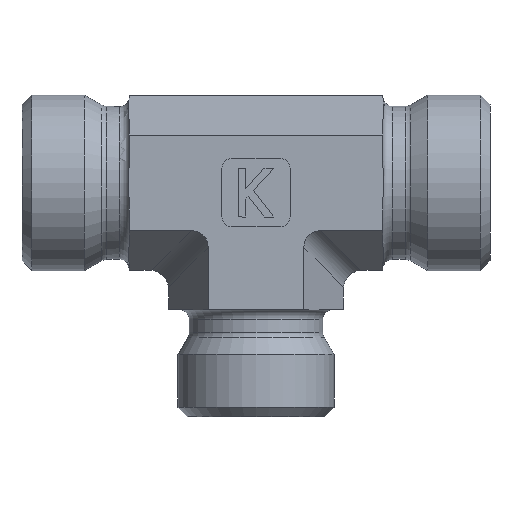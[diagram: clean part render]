
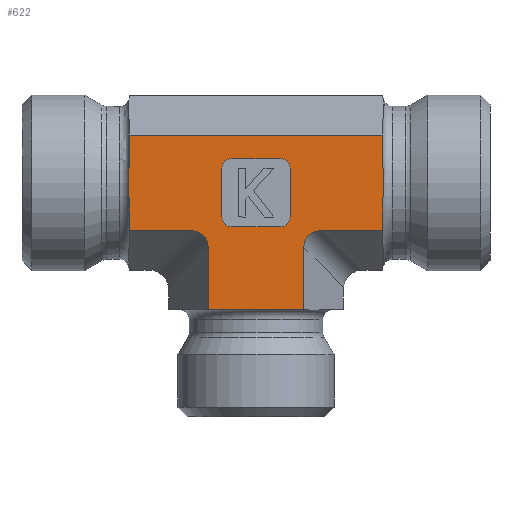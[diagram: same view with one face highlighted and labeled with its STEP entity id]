
A CAD part, left-side view. The second image highlights one B-rep face of the part: STEP entity #622.
In plain terms, the highlighted planar face has unit normal (-1, 0, 0).
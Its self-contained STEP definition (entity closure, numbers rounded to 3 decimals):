
#319=CARTESIAN_POINT('',(-27.685,22.544,13.536));
#320=VERTEX_POINT('',#319);
#328=CARTESIAN_POINT('',(-27.685,22.544,18.464));
#329=VERTEX_POINT('',#328);
#330=CARTESIAN_POINT('',(-27.685,22.544,18.464));
#331=CARTESIAN_POINT('',(-27.685,22.544,18.231));
#332=CARTESIAN_POINT('',(-27.685,22.551,17.952));
#333=CARTESIAN_POINT('',(-27.685,22.579,17.182));
#334=CARTESIAN_POINT('',(-27.685,22.607,16.538));
#335=CARTESIAN_POINT('',(-27.685,22.607,16.));
#336=CARTESIAN_POINT('',(-27.685,22.607,15.462));
#337=CARTESIAN_POINT('',(-27.685,22.579,14.818));
#338=CARTESIAN_POINT('',(-27.685,22.551,14.048));
#339=CARTESIAN_POINT('',(-27.685,22.544,13.769));
#340=CARTESIAN_POINT('',(-27.685,22.544,13.536));
#341=B_SPLINE_CURVE_WITH_KNOTS('',3,(#330,#331,#332,#333,#334,#335,#336,#337,#338,#339,#340),.UNSPECIFIED.,.F.,.U.,(4,2,3,2,4),(-0.231,-0.161,0.0,0.161,0.231),.UNSPECIFIED.);
#342=EDGE_CURVE('',#329,#320,#341,.T.);
#422=CARTESIAN_POINT('',(-27.685,22.544,20.907));
#423=VERTEX_POINT('',#422);
#424=CARTESIAN_POINT('',(-27.685,22.544,20.907));
#425=DIRECTION('',(0.0,0.0,-1.0));
#426=VECTOR('',#425,2.443);
#427=LINE('',#424,#426);
#428=EDGE_CURVE('',#423,#329,#427,.T.);
#440=CARTESIAN_POINT('',(-27.685,4.636,0.0));
#441=DIRECTION('',(-1.0,0.0,0.0));
#442=DIRECTION('',(0.0,0.0,1.0));
#443=AXIS2_PLACEMENT_3D('',#440,#441,#442);
#444=PLANE('',#443);
#445=ORIENTED_EDGE('',*,*,#428,.T.);
#446=ORIENTED_EDGE('',*,*,#342,.T.);
#447=CARTESIAN_POINT('',(-27.685,22.544,11.093));
#448=VERTEX_POINT('',#447);
#449=CARTESIAN_POINT('',(-27.685,22.544,13.536));
#450=DIRECTION('',(0.0,0.0,-1.0));
#451=VECTOR('',#450,2.443);
#452=LINE('',#449,#451);
#453=EDGE_CURVE('',#320,#448,#452,.T.);
#454=ORIENTED_EDGE('',*,*,#453,.T.);
#455=CARTESIAN_POINT('',(-27.685,16.183,11.093));
#456=VERTEX_POINT('',#455);
#457=CARTESIAN_POINT('',(-27.685,16.183,11.093));
#458=DIRECTION('',(0.0,1.0,0.0));
#459=VECTOR('',#458,6.36);
#460=LINE('',#457,#459);
#461=EDGE_CURVE('',#456,#448,#460,.T.);
#462=ORIENTED_EDGE('',*,*,#461,.F.);
#463=CARTESIAN_POINT('',(-27.685,14.451,9.36));
#464=VERTEX_POINT('',#463);
#465=CARTESIAN_POINT('',(-27.685,16.761,8.783));
#466=DIRECTION('',(-1.0,0.0,0.0));
#467=DIRECTION('',(0.0,-0.707,0.707));
#468=AXIS2_PLACEMENT_3D('',#465,#466,#467);
#469=ELLIPSE('',#468,2.582,2.0);
#470=EDGE_CURVE('',#464,#456,#469,.T.);
#471=ORIENTED_EDGE('',*,*,#470,.F.);
#472=CARTESIAN_POINT('',(-27.685,14.451,3.0));
#473=VERTEX_POINT('',#472);
#474=CARTESIAN_POINT('',(-27.685,14.451,3.0));
#475=DIRECTION('',(0.0,0.0,1.0));
#476=VECTOR('',#475,6.36);
#477=LINE('',#474,#476);
#478=EDGE_CURVE('',#473,#464,#477,.T.);
#479=ORIENTED_EDGE('',*,*,#478,.F.);
#480=CARTESIAN_POINT('',(-27.685,4.636,3.0));
#481=VERTEX_POINT('',#480);
#482=CARTESIAN_POINT('',(-27.685,14.451,3.0));
#483=DIRECTION('',(0.0,-1.0,0.0));
#484=VECTOR('',#483,9.815);
#485=LINE('',#482,#484);
#486=EDGE_CURVE('',#473,#481,#485,.T.);
#487=ORIENTED_EDGE('',*,*,#486,.T.);
#488=CARTESIAN_POINT('',(-27.685,4.636,9.36));
#489=VERTEX_POINT('',#488);
#490=CARTESIAN_POINT('',(-27.685,4.636,3.0));
#491=DIRECTION('',(0.0,0.0,1.0));
#492=VECTOR('',#491,6.36);
#493=LINE('',#490,#492);
#494=EDGE_CURVE('',#481,#489,#493,.T.);
#495=ORIENTED_EDGE('',*,*,#494,.T.);
#496=CARTESIAN_POINT('',(-27.685,2.904,11.093));
#497=VERTEX_POINT('',#496);
#498=CARTESIAN_POINT('',(-27.685,2.327,8.783));
#499=DIRECTION('',(-1.0,0.0,0.0));
#500=DIRECTION('',(0.0,0.707,0.707));
#501=AXIS2_PLACEMENT_3D('',#498,#499,#500);
#502=ELLIPSE('',#501,2.582,2.0);
#503=EDGE_CURVE('',#497,#489,#502,.T.);
#504=ORIENTED_EDGE('',*,*,#503,.F.);
#505=CARTESIAN_POINT('',(-27.685,-3.456,11.093));
#506=VERTEX_POINT('',#505);
#507=CARTESIAN_POINT('',(-27.685,2.904,11.093));
#508=DIRECTION('',(0.0,-1.0,0.0));
#509=VECTOR('',#508,6.36);
#510=LINE('',#507,#509);
#511=EDGE_CURVE('',#497,#506,#510,.T.);
#512=ORIENTED_EDGE('',*,*,#511,.T.);
#513=CARTESIAN_POINT('',(-27.685,-3.456,13.536));
#514=VERTEX_POINT('',#513);
#515=CARTESIAN_POINT('',(-27.685,-3.456,11.093));
#516=DIRECTION('',(0.0,0.0,1.0));
#517=VECTOR('',#516,2.443);
#518=LINE('',#515,#517);
#519=EDGE_CURVE('',#506,#514,#518,.T.);
#520=ORIENTED_EDGE('',*,*,#519,.T.);
#521=CARTESIAN_POINT('',(-27.685,-3.456,18.464));
#522=VERTEX_POINT('',#521);
#523=CARTESIAN_POINT('',(-27.685,-3.456,13.536));
#524=CARTESIAN_POINT('',(-27.685,-3.456,13.769));
#525=CARTESIAN_POINT('',(-27.685,-3.464,14.048));
#526=CARTESIAN_POINT('',(-27.685,-3.491,14.818));
#527=CARTESIAN_POINT('',(-27.685,-3.519,15.462));
#528=CARTESIAN_POINT('',(-27.685,-3.519,16.538));
#529=CARTESIAN_POINT('',(-27.685,-3.491,17.182));
#530=CARTESIAN_POINT('',(-27.685,-3.464,17.952));
#531=CARTESIAN_POINT('',(-27.685,-3.456,18.231));
#532=CARTESIAN_POINT('',(-27.685,-3.456,18.464));
#533=B_SPLINE_CURVE_WITH_KNOTS('',3,(#523,#524,#525,#526,#527,#528,#529,#530,#531,#532),.UNSPECIFIED.,.F.,.U.,(4,2,2,2,4),(0.782,0.852,1.013,1.174,1.244),.UNSPECIFIED.);
#534=EDGE_CURVE('',#514,#522,#533,.T.);
#535=ORIENTED_EDGE('',*,*,#534,.T.);
#536=CARTESIAN_POINT('',(-27.685,-3.456,20.907));
#537=VERTEX_POINT('',#536);
#538=CARTESIAN_POINT('',(-27.685,-3.456,18.464));
#539=DIRECTION('',(0.0,0.0,1.0));
#540=VECTOR('',#539,2.443);
#541=LINE('',#538,#540);
#542=EDGE_CURVE('',#522,#537,#541,.T.);
#543=ORIENTED_EDGE('',*,*,#542,.T.);
#544=CARTESIAN_POINT('',(-27.685,22.544,20.907));
#545=DIRECTION('',(0.0,-1.0,0.0));
#546=VECTOR('',#545,26.);
#547=LINE('',#544,#546);
#548=EDGE_CURVE('',#423,#537,#547,.T.);
#549=ORIENTED_EDGE('',*,*,#548,.F.);
#550=EDGE_LOOP('',(#445,#446,#454,#462,#471,#479,#487,#495,#504,#512,#520,#535,#543,#549));
#551=FACE_OUTER_BOUND('',#550,.T.);
#552=CARTESIAN_POINT('',(-27.685,7.044,11.5));
#553=VERTEX_POINT('',#552);
#554=CARTESIAN_POINT('',(-27.685,12.044,11.5));
#555=VERTEX_POINT('',#554);
#556=CARTESIAN_POINT('',(-27.685,7.044,11.5));
#557=DIRECTION('',(0.0,1.0,0.0));
#558=VECTOR('',#557,5.);
#559=LINE('',#556,#558);
#560=EDGE_CURVE('',#553,#555,#559,.T.);
#561=ORIENTED_EDGE('',*,*,#560,.T.);
#562=CARTESIAN_POINT('',(-27.685,13.044,12.5));
#563=VERTEX_POINT('',#562);
#564=CARTESIAN_POINT('',(-27.685,12.044,12.5));
#565=DIRECTION('',(-1.0,0.0,0.0));
#566=DIRECTION('',(0.0,0.707,-0.707));
#567=AXIS2_PLACEMENT_3D('',#564,#565,#566);
#568=CIRCLE('',#567,1.0);
#569=EDGE_CURVE('',#563,#555,#568,.T.);
#570=ORIENTED_EDGE('',*,*,#569,.F.);
#571=CARTESIAN_POINT('',(-27.685,13.044,17.5));
#572=VERTEX_POINT('',#571);
#573=CARTESIAN_POINT('',(-27.685,13.044,12.5));
#574=DIRECTION('',(0.0,0.0,1.0));
#575=VECTOR('',#574,5.);
#576=LINE('',#573,#575);
#577=EDGE_CURVE('',#563,#572,#576,.T.);
#578=ORIENTED_EDGE('',*,*,#577,.T.);
#579=CARTESIAN_POINT('',(-27.685,12.044,18.5));
#580=VERTEX_POINT('',#579);
#581=CARTESIAN_POINT('',(-27.685,12.044,17.5));
#582=DIRECTION('',(-1.0,0.0,0.0));
#583=DIRECTION('',(0.0,0.707,0.707));
#584=AXIS2_PLACEMENT_3D('',#581,#582,#583);
#585=CIRCLE('',#584,1.0);
#586=EDGE_CURVE('',#580,#572,#585,.T.);
#587=ORIENTED_EDGE('',*,*,#586,.F.);
#588=CARTESIAN_POINT('',(-27.685,7.044,18.5));
#589=VERTEX_POINT('',#588);
#590=CARTESIAN_POINT('',(-27.685,12.044,18.5));
#591=DIRECTION('',(0.0,-1.0,0.0));
#592=VECTOR('',#591,5.);
#593=LINE('',#590,#592);
#594=EDGE_CURVE('',#580,#589,#593,.T.);
#595=ORIENTED_EDGE('',*,*,#594,.T.);
#596=CARTESIAN_POINT('',(-27.685,6.044,17.5));
#597=VERTEX_POINT('',#596);
#598=CARTESIAN_POINT('',(-27.685,7.044,17.5));
#599=DIRECTION('',(-1.0,0.0,0.0));
#600=DIRECTION('',(0.0,-0.707,0.707));
#601=AXIS2_PLACEMENT_3D('',#598,#599,#600);
#602=CIRCLE('',#601,1.0);
#603=EDGE_CURVE('',#597,#589,#602,.T.);
#604=ORIENTED_EDGE('',*,*,#603,.F.);
#605=CARTESIAN_POINT('',(-27.685,6.044,12.5));
#606=VERTEX_POINT('',#605);
#607=CARTESIAN_POINT('',(-27.685,6.044,17.5));
#608=DIRECTION('',(0.0,0.0,-1.0));
#609=VECTOR('',#608,5.);
#610=LINE('',#607,#609);
#611=EDGE_CURVE('',#597,#606,#610,.T.);
#612=ORIENTED_EDGE('',*,*,#611,.T.);
#613=CARTESIAN_POINT('',(-27.685,7.044,12.5));
#614=DIRECTION('',(-1.0,0.0,0.0));
#615=DIRECTION('',(0.0,-0.707,-0.707));
#616=AXIS2_PLACEMENT_3D('',#613,#614,#615);
#617=CIRCLE('',#616,1.0);
#618=EDGE_CURVE('',#553,#606,#617,.T.);
#619=ORIENTED_EDGE('',*,*,#618,.F.);
#620=EDGE_LOOP('',(#561,#570,#578,#587,#595,#604,#612,#619));
#621=FACE_BOUND('',#620,.T.);
#622=ADVANCED_FACE('',(#551,#621),#444,.T.);
